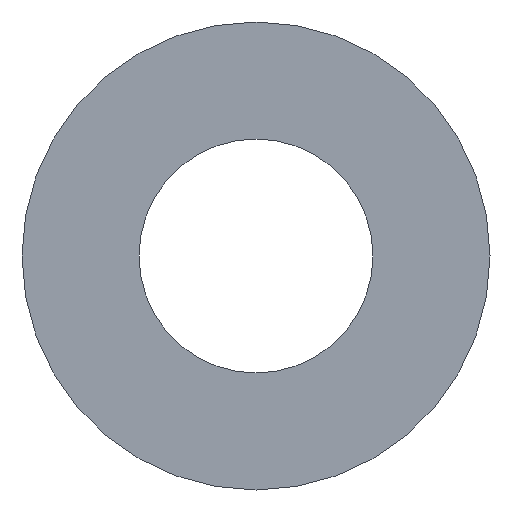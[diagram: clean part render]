
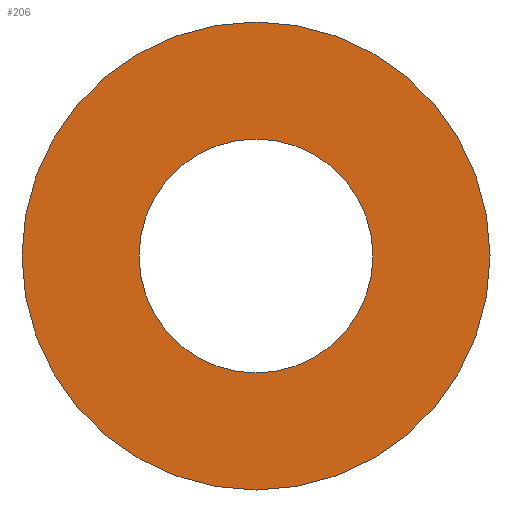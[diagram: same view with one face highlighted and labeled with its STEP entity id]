
A CAD part, left-side view. The second image highlights one B-rep face of the part: STEP entity #206.
In plain terms, the highlighted planar face has unit normal (-1, 0, 0).
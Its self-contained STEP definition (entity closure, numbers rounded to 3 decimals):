
#8 = CIRCLE ( 'NONE', #124, 17. ) ;
#10 = FACE_OUTER_BOUND ( 'NONE', #122, .T. ) ;
#11 = EDGE_LOOP ( 'NONE', ( #27, #173 ) ) ;
#18 = CARTESIAN_POINT ( 'NONE',  ( -1.8, 17., 0. ) ) ;
#23 = EDGE_CURVE ( 'NONE', #80, #131, #8, .T. ) ;
#25 = CIRCLE ( 'NONE', #143, 8.5 ) ;
#26 = DIRECTION ( 'NONE',  ( 0., 0., -1. ) ) ;
#27 = ORIENTED_EDGE ( 'NONE', *, *, #63, .T. ) ;
#30 = CARTESIAN_POINT ( 'NONE',  ( -1.8, 0., 0. ) ) ;
#42 = CARTESIAN_POINT ( 'NONE',  ( -1.8, 0., 0. ) ) ;
#57 = DIRECTION ( 'NONE',  ( 1., 0., 0. ) ) ;
#58 = DIRECTION ( 'NONE',  ( 0., 0., -1. ) ) ;
#63 = EDGE_CURVE ( 'NONE', #136, #119, #199, .T. ) ;
#64 = DIRECTION ( 'NONE',  ( 0., 0., 1. ) ) ;
#80 = VERTEX_POINT ( 'NONE', #211 ) ;
#86 = DIRECTION ( 'NONE',  ( 1., 0., 0. ) ) ;
#93 = CIRCLE ( 'NONE', #147, 17. ) ;
#94 = PLANE ( 'NONE',  #172 ) ;
#99 = CARTESIAN_POINT ( 'NONE',  ( -1.8, 0., -8.5 ) ) ;
#102 = ORIENTED_EDGE ( 'NONE', *, *, #113, .F. ) ;
#106 = DIRECTION ( 'NONE',  ( 1., 0., 0. ) ) ;
#108 = DIRECTION ( 'NONE',  ( 0., 0., -1. ) ) ;
#111 = EDGE_CURVE ( 'NONE', #119, #136, #25, .T. ) ;
#113 = EDGE_CURVE ( 'NONE', #131, #80, #93, .T. ) ;
#114 = ORIENTED_EDGE ( 'NONE', *, *, #23, .F. ) ;
#119 = VERTEX_POINT ( 'NONE', #133 ) ;
#122 = EDGE_LOOP ( 'NONE', ( #114, #102 ) ) ;
#124 = AXIS2_PLACEMENT_3D ( 'NONE', #30, #106, #108 ) ;
#128 = CARTESIAN_POINT ( 'NONE',  ( -1.8, 0., 0. ) ) ;
#129 = CARTESIAN_POINT ( 'NONE',  ( -1.8, 0., 0. ) ) ;
#130 = FACE_BOUND ( 'NONE', #11, .T. ) ;
#131 = VERTEX_POINT ( 'NONE', #158 ) ;
#133 = CARTESIAN_POINT ( 'NONE',  ( -1.8, 0., 8.5 ) ) ;
#136 = VERTEX_POINT ( 'NONE', #99 ) ;
#143 = AXIS2_PLACEMENT_3D ( 'NONE', #129, #156, #58 ) ;
#145 = DIRECTION ( 'NONE',  ( -1., 0., 0. ) ) ;
#147 = AXIS2_PLACEMENT_3D ( 'NONE', #128, #57, #175 ) ;
#155 = AXIS2_PLACEMENT_3D ( 'NONE', #42, #86, #26 ) ;
#156 = DIRECTION ( 'NONE',  ( 1., 0., 0. ) ) ;
#158 = CARTESIAN_POINT ( 'NONE',  ( -1.8, 0., 17. ) ) ;
#172 = AXIS2_PLACEMENT_3D ( 'NONE', #18, #145, #64 ) ;
#173 = ORIENTED_EDGE ( 'NONE', *, *, #111, .T. ) ;
#175 = DIRECTION ( 'NONE',  ( 0., 0., -1. ) ) ;
#199 = CIRCLE ( 'NONE', #155, 8.5 ) ;
#206 = ADVANCED_FACE ( 'NONE', ( #130, #10 ), #94, .T. ) ;
#211 = CARTESIAN_POINT ( 'NONE',  ( -1.8, 0., -17. ) ) ;
